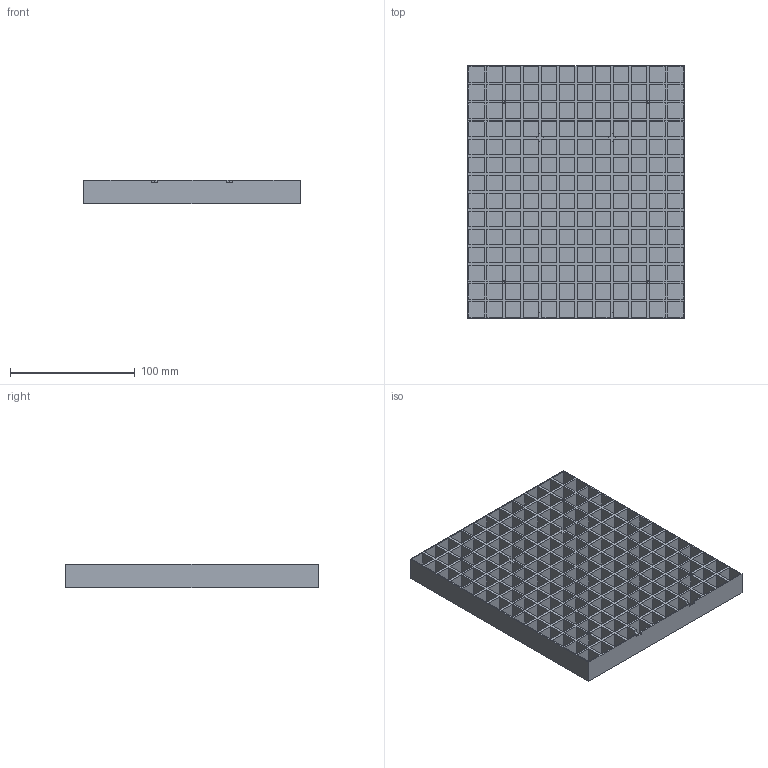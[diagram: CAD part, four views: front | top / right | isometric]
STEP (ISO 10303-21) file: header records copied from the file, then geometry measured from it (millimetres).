
FILE_DESCRIPTION(/* description */ ('STEP AP242','CAx-IF Rec.Pracs.---Representation and Presentation of Product Manufacturing Information (PMI)---4.0---2014-10-13','CAx-IF Rec.Pracs.---3D Tessellated Geometry---0.4---2014-09-14','2;1'),/* implementation_level */ '2;1');
FILE_NAME(/* name */ '66269a9e3cb6076c19b36e45',/* time_stamp */ '2024-04-22T17:13:03Z',/* author */ (''),/* organization */ (''),/* preprocessor_version */ 'ST-DEVELOPER v20',/* originating_system */ ' ',/* authorisation */ ' ');
FILE_SCHEMA (('AP242_MANAGED_MODEL_BASED_3D_ENGINEERING_MIM_LF { 1 0 10303 442 1 1 4 }'));
Length unit declared in the file: metre
Products named in the file (1): grid-7-v2-small
Bounding box: 174 x 203 x 18.8 mm (x, y, z)
Volume: 186064.5 mm3; surface area: 237837.7 mm2
Topology: 1 solids, 1 shells, 876 faces, 2132 edges, 1420 vertices
Faces by surface type: plane 868, cylinder 4, cone 4
Full cylindrical faces by diameter (mm): 1.8 x4
Entity records: 25098 total; most frequent: CARTESIAN_POINT 4421, ORIENTED_EDGE 4248, DIRECTION 3890, EDGE_CURVE 2124, LINE 2112, VECTOR 2112, VERTEX_POINT 1420, EDGE_LOOP 1046
